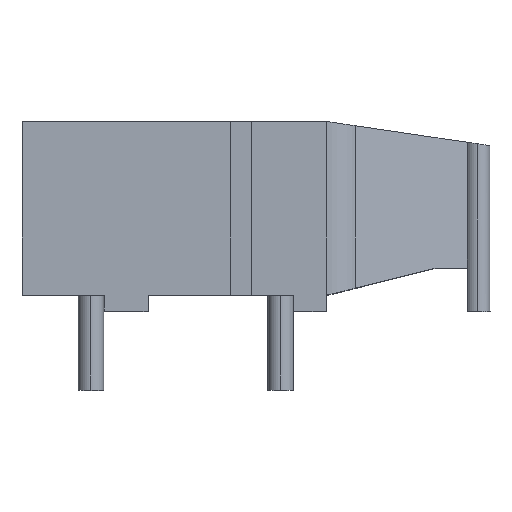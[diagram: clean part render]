
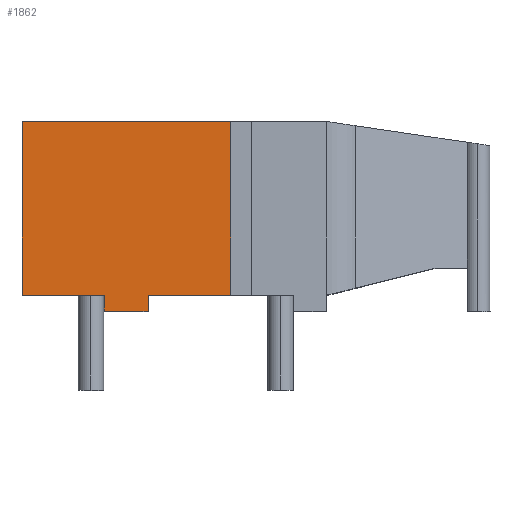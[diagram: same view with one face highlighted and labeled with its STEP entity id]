
A CAD part, top view. The second image highlights one B-rep face of the part: STEP entity #1862.
In plain terms, the highlighted planar face has unit normal (0, 0, 1).
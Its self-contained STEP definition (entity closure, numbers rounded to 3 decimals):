
#88 = EDGE_LOOP ( 'NONE', ( #3599, #3767, #1340, #3403, #1562, #3311, #1825, #981 ) ) ;
#138 = CARTESIAN_POINT ( 'NONE',  ( 5.065, 0.64, 0. ) ) ;
#143 = FACE_OUTER_BOUND ( 'NONE', #88, .T. ) ;
#189 = CARTESIAN_POINT ( 'NONE',  ( 3.308, 0., 0. ) ) ;
#245 = CARTESIAN_POINT ( 'NONE',  ( 5.065, 0.64, 0. ) ) ;
#332 = VERTEX_POINT ( 'NONE', #138 ) ;
#397 = DIRECTION ( 'NONE',  ( -1., 0., 0. ) ) ;
#422 = CARTESIAN_POINT ( 'NONE',  ( 8.39, 7.62, 0. ) ) ;
#434 = VECTOR ( 'NONE', #2962, 1000. ) ;
#527 = VERTEX_POINT ( 'NONE', #822 ) ;
#543 = LINE ( 'NONE', #245, #434 ) ;
#614 = VERTEX_POINT ( 'NONE', #2088 ) ;
#636 = EDGE_CURVE ( 'NONE', #527, #3106, #3377, .T. ) ;
#638 = AXIS2_PLACEMENT_3D ( 'NONE', #3169, #1100, #812 ) ;
#812 = DIRECTION ( 'NONE',  ( -1., 0., 0. ) ) ;
#822 = CARTESIAN_POINT ( 'NONE',  ( 5.065, 0., 0. ) ) ;
#981 = ORIENTED_EDGE ( 'NONE', *, *, #636, .F. ) ;
#991 = LINE ( 'NONE', #2548, #3376 ) ;
#1066 = CARTESIAN_POINT ( 'NONE',  ( 8.39, 0.64, 0. ) ) ;
#1100 = DIRECTION ( 'NONE',  ( 0., 0., -1. ) ) ;
#1284 = VERTEX_POINT ( 'NONE', #422 ) ;
#1340 = ORIENTED_EDGE ( 'NONE', *, *, #2764, .T. ) ;
#1406 = DIRECTION ( 'NONE',  ( 0., 1., 0. ) ) ;
#1499 = LINE ( 'NONE', #2391, #3114 ) ;
#1562 = ORIENTED_EDGE ( 'NONE', *, *, #1857, .F. ) ;
#1584 = VERTEX_POINT ( 'NONE', #3693 ) ;
#1600 = EDGE_CURVE ( 'NONE', #614, #1584, #2640, .T. ) ;
#1727 = VECTOR ( 'NONE', #3269, 1000. ) ;
#1825 = ORIENTED_EDGE ( 'NONE', *, *, #3727, .T. ) ;
#1851 = DIRECTION ( 'NONE',  ( 0., 1., 0. ) ) ;
#1857 = EDGE_CURVE ( 'NONE', #1584, #2119, #3196, .T. ) ;
#1862 = ADVANCED_FACE ( 'NONE', ( #143 ), #3841, .F. ) ;
#1934 = VECTOR ( 'NONE', #3232, 1000. ) ;
#2088 = CARTESIAN_POINT ( 'NONE',  ( 3.308, 0.64, 0. ) ) ;
#2119 = VERTEX_POINT ( 'NONE', #2709 ) ;
#2230 = VECTOR ( 'NONE', #1851, 1000. ) ;
#2391 = CARTESIAN_POINT ( 'NONE',  ( 0., 0.64, 0. ) ) ;
#2401 = LINE ( 'NONE', #189, #1727 ) ;
#2492 = VECTOR ( 'NONE', #397, 1000. ) ;
#2548 = CARTESIAN_POINT ( 'NONE',  ( 12.24, 7.62, 0. ) ) ;
#2633 = CARTESIAN_POINT ( 'NONE',  ( 0., 7.62, 0. ) ) ;
#2640 = LINE ( 'NONE', #3178, #1934 ) ;
#2709 = CARTESIAN_POINT ( 'NONE',  ( 0., 7.62, 0. ) ) ;
#2725 = LINE ( 'NONE', #3613, #2230 ) ;
#2752 = EDGE_CURVE ( 'NONE', #3486, #332, #1499, .T. ) ;
#2764 = EDGE_CURVE ( 'NONE', #3486, #1284, #2725, .T. ) ;
#2834 = DIRECTION ( 'NONE',  ( 1., 0., 0. ) ) ;
#2962 = DIRECTION ( 'NONE',  ( 0., 1., 0. ) ) ;
#3106 = VERTEX_POINT ( 'NONE', #3542 ) ;
#3114 = VECTOR ( 'NONE', #3675, 1000. ) ;
#3135 = VECTOR ( 'NONE', #1406, 1000. ) ;
#3169 = CARTESIAN_POINT ( 'NONE',  ( 0., 7.62, 0. ) ) ;
#3178 = CARTESIAN_POINT ( 'NONE',  ( 0., 0.64, 0. ) ) ;
#3196 = LINE ( 'NONE', #2633, #3135 ) ;
#3232 = DIRECTION ( 'NONE',  ( -1., 0., 0. ) ) ;
#3269 = DIRECTION ( 'NONE',  ( 0., -1., 0. ) ) ;
#3311 = ORIENTED_EDGE ( 'NONE', *, *, #1600, .F. ) ;
#3376 = VECTOR ( 'NONE', #2834, 1000. ) ;
#3377 = LINE ( 'NONE', #3733, #2492 ) ;
#3403 = ORIENTED_EDGE ( 'NONE', *, *, #3892, .F. ) ;
#3486 = VERTEX_POINT ( 'NONE', #1066 ) ;
#3542 = CARTESIAN_POINT ( 'NONE',  ( 3.308, 0., 0. ) ) ;
#3599 = ORIENTED_EDGE ( 'NONE', *, *, #3818, .T. ) ;
#3613 = CARTESIAN_POINT ( 'NONE',  ( 8.39, 7.62, 0. ) ) ;
#3675 = DIRECTION ( 'NONE',  ( -1., 0., 0. ) ) ;
#3693 = CARTESIAN_POINT ( 'NONE',  ( 0., 0.64, 0. ) ) ;
#3727 = EDGE_CURVE ( 'NONE', #614, #3106, #2401, .T. ) ;
#3733 = CARTESIAN_POINT ( 'NONE',  ( 0., 0., 0. ) ) ;
#3767 = ORIENTED_EDGE ( 'NONE', *, *, #2752, .F. ) ;
#3818 = EDGE_CURVE ( 'NONE', #527, #332, #543, .T. ) ;
#3841 = PLANE ( 'NONE',  #638 ) ;
#3892 = EDGE_CURVE ( 'NONE', #2119, #1284, #991, .T. ) ;
